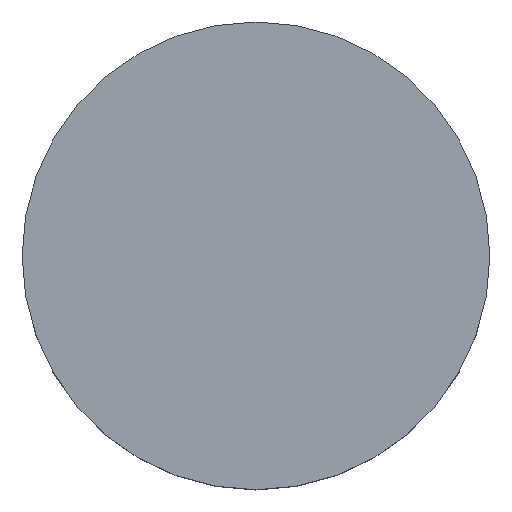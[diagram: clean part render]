
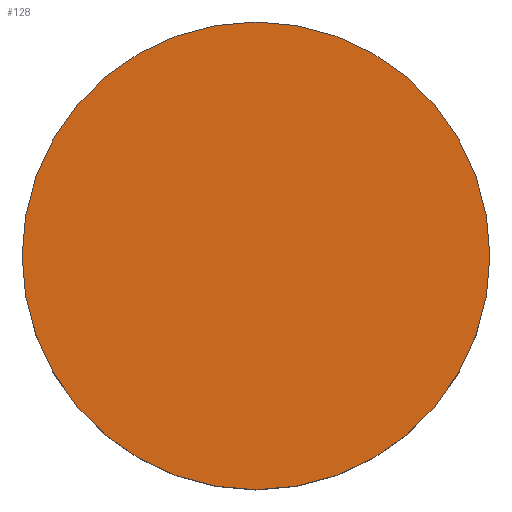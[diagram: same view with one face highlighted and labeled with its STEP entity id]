
A CAD part, top view. The second image highlights one B-rep face of the part: STEP entity #128.
In plain terms, the highlighted planar face has unit normal (0, 0, 1).
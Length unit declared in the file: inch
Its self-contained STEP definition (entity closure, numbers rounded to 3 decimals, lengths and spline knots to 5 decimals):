
#29=CARTESIAN_POINT('',(0.,0.,2.2));
#30=DIRECTION('',(0.,0.,1.));
#31=DIRECTION('',(1.,0.,0.));
#32=AXIS2_PLACEMENT_3D('',#29,#30,#31);
#34=CARTESIAN_POINT('',(0.,0.,2.2));
#35=DIRECTION('',(0.,0.,1.));
#36=DIRECTION('',(-1.,0.,0.));
#37=AXIS2_PLACEMENT_3D('',#34,#35,#36);
#61=CARTESIAN_POINT('',(3.75,0.,2.2));
#62=CARTESIAN_POINT('',(-3.75,0.,2.2));
#63=VERTEX_POINT('',#61);
#64=VERTEX_POINT('',#62);
#119=CARTESIAN_POINT('',(0.,0.,2.2));
#120=DIRECTION('',(0.,0.,1.));
#121=DIRECTION('',(1.,0.,0.));
#122=AXIS2_PLACEMENT_3D('',#119,#120,#121);
#123=PLANE('',#122);
#124=ORIENTED_EDGE('',*,*,#99,.F.);
#125=ORIENTED_EDGE('',*,*,#113,.F.);
#126=EDGE_LOOP('',(#124,#125));
#127=FACE_OUTER_BOUND('',#126,.F.);
#128=ADVANCED_FACE('',(#127),#123,.T.);
#33=CIRCLE('',#32,3.75);
#38=CIRCLE('',#37,3.75);
#99=EDGE_CURVE('',#63,#64,#33,.T.);
#113=EDGE_CURVE('',#64,#63,#38,.T.);
